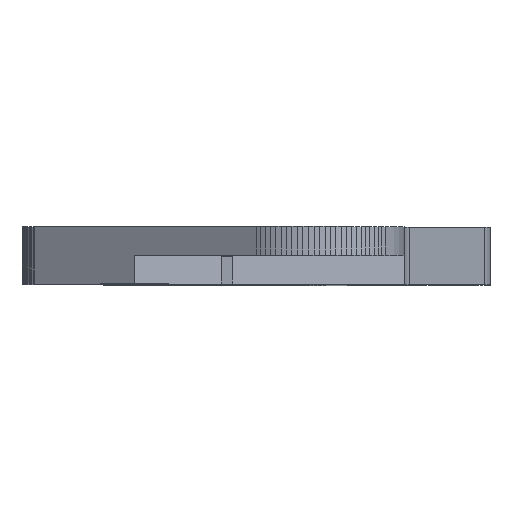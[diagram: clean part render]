
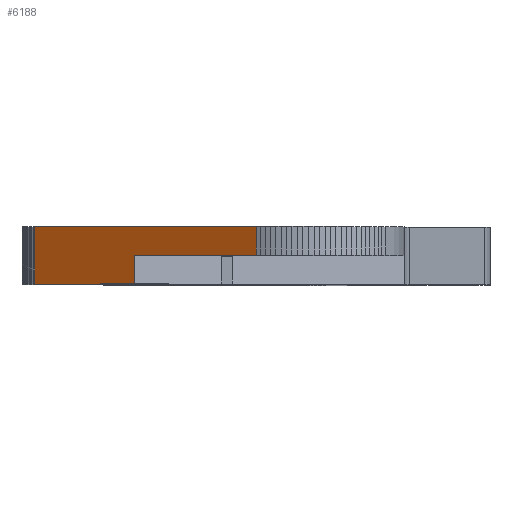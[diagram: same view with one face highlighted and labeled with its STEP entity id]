
A CAD part, top view. The second image highlights one B-rep face of the part: STEP entity #6188.
In plain terms, the highlighted planar face has unit normal (-0.565, 0, 0.825).
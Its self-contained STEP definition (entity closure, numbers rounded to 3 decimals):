
#32 = PLANE('',#33);
#33 = AXIS2_PLACEMENT_3D('',#34,#35,#36);
#34 = CARTESIAN_POINT('',(-32.942,9.,-9.415));
#35 = DIRECTION('',(0.,-1.,0.));
#36 = DIRECTION('',(0.,0.,-1.));
#812 = VERTEX_POINT('',#813);
#813 = CARTESIAN_POINT('',(-8.495,9.,8.355));
#827 = PLANE('',#828);
#828 = AXIS2_PLACEMENT_3D('',#829,#830,#831);
#829 = CARTESIAN_POINT('',(-8.,3.,8.66));
#830 = DIRECTION('',(-0.525,0.,0.851));
#831 = DIRECTION('',(-0.851,0.,-0.525));
#839 = EDGE_CURVE('',#840,#812,#842,.T.);
#840 = VERTEX_POINT('',#841);
#841 = CARTESIAN_POINT('',(-31.667,9.,-7.506));
#842 = SURFACE_CURVE('',#843,(#847,#854),.PCURVE_S1.);
#843 = LINE('',#844,#845);
#844 = CARTESIAN_POINT('',(-31.667,9.,-7.506));
#845 = VECTOR('',#846,1.);
#846 = DIRECTION('',(0.825,0.,0.565));
#847 = PCURVE('',#32,#848);
#848 = DEFINITIONAL_REPRESENTATION('',(#849),#853);
#849 = LINE('',#850,#851);
#850 = CARTESIAN_POINT('',(-1.909,1.276));
#851 = VECTOR('',#852,1.);
#852 = DIRECTION('',(-0.565,0.825));
#853 = ( GEOMETRIC_REPRESENTATION_CONTEXT(2) 
PARAMETRIC_REPRESENTATION_CONTEXT() REPRESENTATION_CONTEXT('2D SPACE',''
  ) );
#854 = PCURVE('',#855,#860);
#855 = PLANE('',#856);
#856 = AXIS2_PLACEMENT_3D('',#857,#858,#859);
#857 = CARTESIAN_POINT('',(-8.495,3.,8.355));
#858 = DIRECTION('',(-0.565,0.,0.825));
#859 = DIRECTION('',(-0.825,0.,-0.565));
#860 = DEFINITIONAL_REPRESENTATION('',(#861),#865);
#861 = LINE('',#862,#863);
#862 = CARTESIAN_POINT('',(28.08,-6.));
#863 = VECTOR('',#864,1.);
#864 = DIRECTION('',(-1.,0.));
#865 = ( GEOMETRIC_REPRESENTATION_CONTEXT(2) 
PARAMETRIC_REPRESENTATION_CONTEXT() REPRESENTATION_CONTEXT('2D SPACE',''
  ) );
#883 = PLANE('',#884);
#884 = AXIS2_PLACEMENT_3D('',#885,#886,#887);
#885 = CARTESIAN_POINT('',(-31.747,6.,-7.563));
#886 = DIRECTION('',(0.582,0.,-0.813));
#887 = DIRECTION('',(0.813,0.,0.582));
#3361 = PLANE('',#3362);
#3362 = AXIS2_PLACEMENT_3D('',#3363,#3364,#3365);
#3363 = CARTESIAN_POINT('',(-42.809,6.,19.587));
#3364 = DIRECTION('',(0.,-1.,0.));
#3365 = DIRECTION('',(0.191,0.,-0.982));
#3413 = PLANE('',#3414);
#3414 = AXIS2_PLACEMENT_3D('',#3415,#3416,#3417);
#3415 = CARTESIAN_POINT('',(-33.,3.,-50.));
#3416 = DIRECTION('',(0.,1.,0.));
#3417 = DIRECTION('',(0.,0.,1.));
#6097 = VERTEX_POINT('',#6098);
#6098 = CARTESIAN_POINT('',(-8.495,6.,8.355));
#6119 = EDGE_CURVE('',#812,#6097,#6120,.T.);
#6120 = SURFACE_CURVE('',#6121,(#6125,#6132),.PCURVE_S1.);
#6121 = LINE('',#6122,#6123);
#6122 = CARTESIAN_POINT('',(-8.495,9.,8.355));
#6123 = VECTOR('',#6124,1.);
#6124 = DIRECTION('',(0.,-1.,0.));
#6125 = PCURVE('',#827,#6126);
#6126 = DEFINITIONAL_REPRESENTATION('',(#6127),#6131);
#6127 = LINE('',#6128,#6129);
#6128 = CARTESIAN_POINT('',(0.582,-6.));
#6129 = VECTOR('',#6130,1.);
#6130 = DIRECTION('',(0.,1.));
#6131 = ( GEOMETRIC_REPRESENTATION_CONTEXT(2) 
PARAMETRIC_REPRESENTATION_CONTEXT() REPRESENTATION_CONTEXT('2D SPACE',''
  ) );
#6132 = PCURVE('',#855,#6133);
#6133 = DEFINITIONAL_REPRESENTATION('',(#6134),#6138);
#6134 = LINE('',#6135,#6136);
#6135 = CARTESIAN_POINT('',(0.,-6.));
#6136 = VECTOR('',#6137,1.);
#6137 = DIRECTION('',(0.,1.));
#6138 = ( GEOMETRIC_REPRESENTATION_CONTEXT(2) 
PARAMETRIC_REPRESENTATION_CONTEXT() REPRESENTATION_CONTEXT('2D SPACE',''
  ) );
#6188 = ADVANCED_FACE('',(#6189),#855,.T.);
#6189 = FACE_BOUND('',#6190,.T.);
#6190 = EDGE_LOOP('',(#6191,#6216,#6242,#6261,#6262,#6263));
#6191 = ORIENTED_EDGE('',*,*,#6192,.F.);
#6192 = EDGE_CURVE('',#6193,#6195,#6197,.T.);
#6193 = VERTEX_POINT('',#6194);
#6194 = CARTESIAN_POINT('',(-21.231,3.,-0.363));
#6195 = VERTEX_POINT('',#6196);
#6196 = CARTESIAN_POINT('',(-31.667,3.,-7.506));
#6197 = SURFACE_CURVE('',#6198,(#6202,#6209),.PCURVE_S1.);
#6198 = LINE('',#6199,#6200);
#6199 = CARTESIAN_POINT('',(-8.495,3.,8.355));
#6200 = VECTOR('',#6201,1.);
#6201 = DIRECTION('',(-0.825,0.,-0.565));
#6202 = PCURVE('',#855,#6203);
#6203 = DEFINITIONAL_REPRESENTATION('',(#6204),#6208);
#6204 = LINE('',#6205,#6206);
#6205 = CARTESIAN_POINT('',(0.,0.));
#6206 = VECTOR('',#6207,1.);
#6207 = DIRECTION('',(1.,0.));
#6208 = ( GEOMETRIC_REPRESENTATION_CONTEXT(2) 
PARAMETRIC_REPRESENTATION_CONTEXT() REPRESENTATION_CONTEXT('2D SPACE',''
  ) );
#6209 = PCURVE('',#3413,#6210);
#6210 = DEFINITIONAL_REPRESENTATION('',(#6211),#6215);
#6211 = LINE('',#6212,#6213);
#6212 = CARTESIAN_POINT('',(58.355,24.505));
#6213 = VECTOR('',#6214,1.);
#6214 = DIRECTION('',(-0.565,-0.825));
#6215 = ( GEOMETRIC_REPRESENTATION_CONTEXT(2) 
PARAMETRIC_REPRESENTATION_CONTEXT() REPRESENTATION_CONTEXT('2D SPACE',''
  ) );
#6216 = ORIENTED_EDGE('',*,*,#6217,.T.);
#6217 = EDGE_CURVE('',#6193,#6218,#6220,.T.);
#6218 = VERTEX_POINT('',#6219);
#6219 = CARTESIAN_POINT('',(-21.231,6.,-0.363));
#6220 = SURFACE_CURVE('',#6221,(#6225,#6231),.PCURVE_S1.);
#6221 = LINE('',#6222,#6223);
#6222 = CARTESIAN_POINT('',(-21.231,4.5,-0.363));
#6223 = VECTOR('',#6224,1.);
#6224 = DIRECTION('',(0.,1.,0.));
#6225 = PCURVE('',#855,#6226);
#6226 = DEFINITIONAL_REPRESENTATION('',(#6227),#6230);
#6227 = B_SPLINE_CURVE_WITH_KNOTS('',1,(#6228,#6229),.UNSPECIFIED.,.F.,
  .F.,(2,2),(-1.5,1.5),.PIECEWISE_BEZIER_KNOTS.);
#6228 = CARTESIAN_POINT('',(15.434,0.));
#6229 = CARTESIAN_POINT('',(15.434,-3.));
#6230 = ( GEOMETRIC_REPRESENTATION_CONTEXT(2) 
PARAMETRIC_REPRESENTATION_CONTEXT() REPRESENTATION_CONTEXT('2D SPACE',''
  ) );
#6231 = PCURVE('',#6232,#6237);
#6232 = PLANE('',#6233);
#6233 = AXIS2_PLACEMENT_3D('',#6234,#6235,#6236);
#6234 = CARTESIAN_POINT('',(20.695,6.,-28.642));
#6235 = DIRECTION('',(0.559,0.,0.829));
#6236 = DIRECTION('',(-0.829,-0.,0.559));
#6237 = DEFINITIONAL_REPRESENTATION('',(#6238),#6241);
#6238 = B_SPLINE_CURVE_WITH_KNOTS('',1,(#6239,#6240),.UNSPECIFIED.,.F.,
  .F.,(2,2),(-1.5,1.5),.PIECEWISE_BEZIER_KNOTS.);
#6239 = CARTESIAN_POINT('',(50.572,3.));
#6240 = CARTESIAN_POINT('',(50.572,0.));
#6241 = ( GEOMETRIC_REPRESENTATION_CONTEXT(2) 
PARAMETRIC_REPRESENTATION_CONTEXT() REPRESENTATION_CONTEXT('2D SPACE',''
  ) );
#6242 = ORIENTED_EDGE('',*,*,#6243,.T.);
#6243 = EDGE_CURVE('',#6218,#6097,#6244,.T.);
#6244 = SURFACE_CURVE('',#6245,(#6249,#6255),.PCURVE_S1.);
#6245 = LINE('',#6246,#6247);
#6246 = CARTESIAN_POINT('',(-17.561,6.,2.15));
#6247 = VECTOR('',#6248,1.);
#6248 = DIRECTION('',(0.825,0.,0.565));
#6249 = PCURVE('',#855,#6250);
#6250 = DEFINITIONAL_REPRESENTATION('',(#6251),#6254);
#6251 = B_SPLINE_CURVE_WITH_KNOTS('',1,(#6252,#6253),.UNSPECIFIED.,.F.,
  .F.,(2,2),(-17.094,10.986),.PIECEWISE_BEZIER_KNOTS.);
#6252 = CARTESIAN_POINT('',(28.08,-3.));
#6253 = CARTESIAN_POINT('',(0.,-3.));
#6254 = ( GEOMETRIC_REPRESENTATION_CONTEXT(2) 
PARAMETRIC_REPRESENTATION_CONTEXT() REPRESENTATION_CONTEXT('2D SPACE',''
  ) );
#6255 = PCURVE('',#3361,#6256);
#6256 = DEFINITIONAL_REPRESENTATION('',(#6257),#6260);
#6257 = B_SPLINE_CURVE_WITH_KNOTS('',1,(#6258,#6259),.UNSPECIFIED.,.F.,
  .F.,(2,2),(-17.094,10.986),.PIECEWISE_BEZIER_KNOTS.);
#6258 = CARTESIAN_POINT('',(28.721,5.768));
#6259 = CARTESIAN_POINT('',(17.573,31.541));
#6260 = ( GEOMETRIC_REPRESENTATION_CONTEXT(2) 
PARAMETRIC_REPRESENTATION_CONTEXT() REPRESENTATION_CONTEXT('2D SPACE',''
  ) );
#6261 = ORIENTED_EDGE('',*,*,#6119,.F.);
#6262 = ORIENTED_EDGE('',*,*,#839,.F.);
#6263 = ORIENTED_EDGE('',*,*,#6264,.T.);
#6264 = EDGE_CURVE('',#840,#6195,#6265,.T.);
#6265 = SURFACE_CURVE('',#6266,(#6270,#6277),.PCURVE_S1.);
#6266 = LINE('',#6267,#6268);
#6267 = CARTESIAN_POINT('',(-31.667,9.,-7.506));
#6268 = VECTOR('',#6269,1.);
#6269 = DIRECTION('',(0.,-1.,0.));
#6270 = PCURVE('',#855,#6271);
#6271 = DEFINITIONAL_REPRESENTATION('',(#6272),#6276);
#6272 = LINE('',#6273,#6274);
#6273 = CARTESIAN_POINT('',(28.08,-6.));
#6274 = VECTOR('',#6275,1.);
#6275 = DIRECTION('',(0.,1.));
#6276 = ( GEOMETRIC_REPRESENTATION_CONTEXT(2) 
PARAMETRIC_REPRESENTATION_CONTEXT() REPRESENTATION_CONTEXT('2D SPACE',''
  ) );
#6277 = PCURVE('',#883,#6278);
#6278 = DEFINITIONAL_REPRESENTATION('',(#6279),#6283);
#6279 = LINE('',#6280,#6281);
#6280 = CARTESIAN_POINT('',(0.098,-3.));
#6281 = VECTOR('',#6282,1.);
#6282 = DIRECTION('',(0.,1.));
#6283 = ( GEOMETRIC_REPRESENTATION_CONTEXT(2) 
PARAMETRIC_REPRESENTATION_CONTEXT() REPRESENTATION_CONTEXT('2D SPACE',''
  ) );
